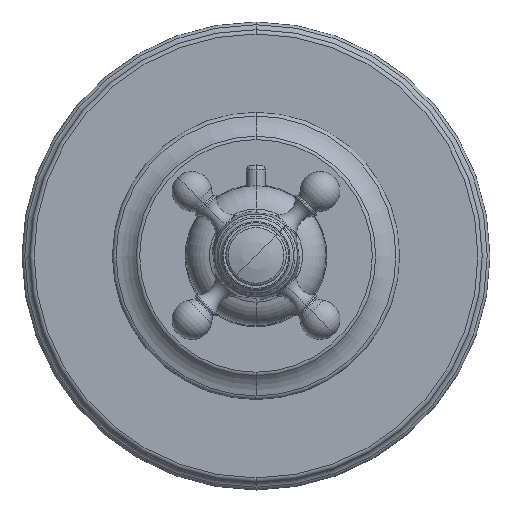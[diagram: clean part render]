
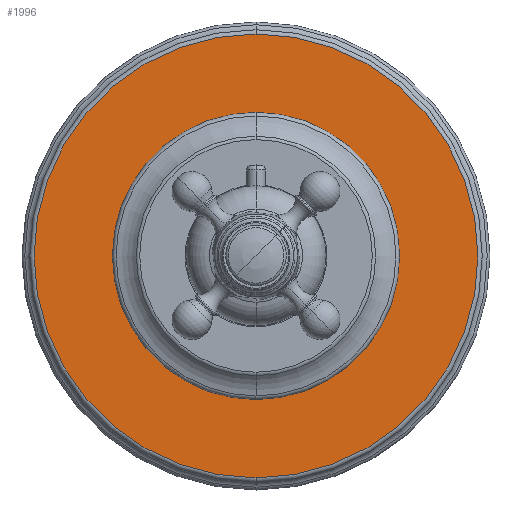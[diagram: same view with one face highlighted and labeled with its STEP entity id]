
A CAD part, top view. The second image highlights one B-rep face of the part: STEP entity #1996.
In plain terms, the highlighted planar face has unit normal (0, 0, 1).
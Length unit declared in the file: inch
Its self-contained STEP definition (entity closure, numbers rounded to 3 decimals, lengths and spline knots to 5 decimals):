
#22=CARTESIAN_POINT('',(0.,0.,0.313));
#23=DIRECTION('',(0.,0.,1.));
#24=DIRECTION('',(0.,-1.,0.));
#25=AXIS2_PLACEMENT_3D('',#22,#23,#24);
#37=CARTESIAN_POINT('',(0.,0.,0.313));
#38=DIRECTION('',(0.,0.,-1.));
#39=DIRECTION('',(0.,1.,0.));
#40=AXIS2_PLACEMENT_3D('',#37,#38,#39);
#42=CARTESIAN_POINT('',(0.,0.,0.313));
#43=DIRECTION('',(0.,0.,-1.));
#44=DIRECTION('',(0.,-1.,0.));
#45=AXIS2_PLACEMENT_3D('',#42,#43,#44);
#47=CARTESIAN_POINT('',(0.,0.,0.313));
#48=DIRECTION('',(0.,0.,1.));
#49=DIRECTION('',(0.,1.,0.));
#50=AXIS2_PLACEMENT_3D('',#47,#48,#49);
#1630=CARTESIAN_POINT('',(0.,-3.08284,0.313));
#1631=CARTESIAN_POINT('',(0.,3.08284,0.313));
#1632=VERTEX_POINT('',#1630);
#1633=VERTEX_POINT('',#1631);
#1662=CARTESIAN_POINT('',(0.,1.995,0.313));
#1663=CARTESIAN_POINT('',(0.,-1.995,0.313));
#1664=VERTEX_POINT('',#1662);
#1665=VERTEX_POINT('',#1663);
#1980=CARTESIAN_POINT('',(0.,0.,0.313));
#1981=DIRECTION('',(0.,0.,-1.));
#1982=DIRECTION('',(0.,-1.,0.));
#1983=AXIS2_PLACEMENT_3D('',#1980,#1981,#1982);
#1984=PLANE('',#1983);
#1985=ORIENTED_EDGE('',*,*,#1970,.F.);
#1987=ORIENTED_EDGE('',*,*,#1986,.F.);
#1988=EDGE_LOOP('',(#1985,#1987));
#1989=FACE_OUTER_BOUND('',#1988,.F.);
#1991=ORIENTED_EDGE('',*,*,#1990,.F.);
#1993=ORIENTED_EDGE('',*,*,#1992,.F.);
#1994=EDGE_LOOP('',(#1991,#1993));
#1995=FACE_BOUND('',#1994,.F.);
#1996=ADVANCED_FACE('',(#1989,#1995),#1984,.F.);
#26=CIRCLE('',#25,3.08284);
#41=CIRCLE('',#40,1.995);
#46=CIRCLE('',#45,1.995);
#51=CIRCLE('',#50,3.08284);
#1970=EDGE_CURVE('',#1632,#1633,#26,.T.);
#1986=EDGE_CURVE('',#1633,#1632,#51,.T.);
#1990=EDGE_CURVE('',#1664,#1665,#41,.T.);
#1992=EDGE_CURVE('',#1665,#1664,#46,.T.);
